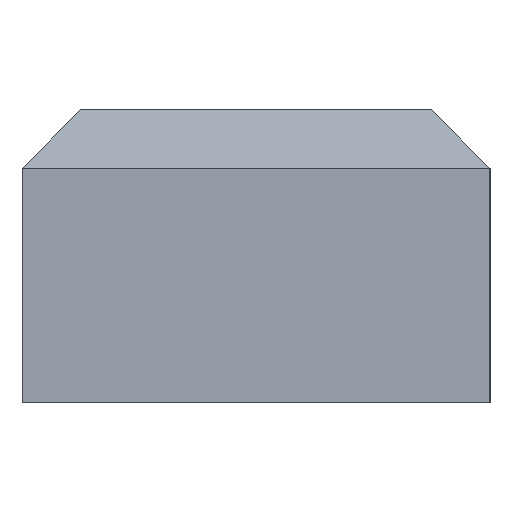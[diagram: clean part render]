
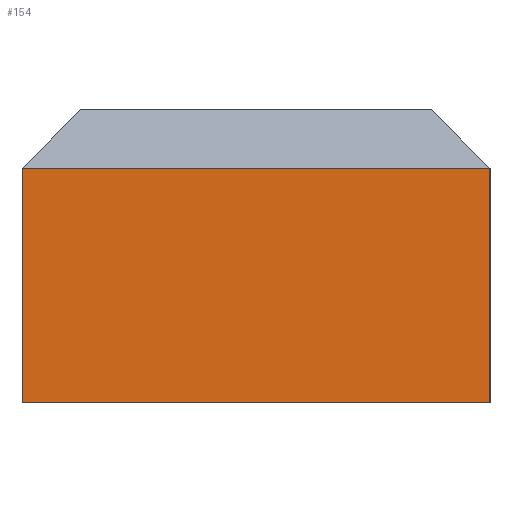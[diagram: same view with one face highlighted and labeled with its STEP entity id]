
A CAD part, left-side view. The second image highlights one B-rep face of the part: STEP entity #154.
In plain terms, the highlighted planar face has unit normal (-1, 0, 0).
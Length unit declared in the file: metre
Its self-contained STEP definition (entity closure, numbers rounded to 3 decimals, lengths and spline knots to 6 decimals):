
#12=ORIENTED_EDGE('',*,*,#52,.F.);
#13=ORIENTED_EDGE('',*,*,#53,.T.);
#14=ORIENTED_EDGE('',*,*,#54,.T.);
#15=ORIENTED_EDGE('',*,*,#55,.F.);
#52=EDGE_CURVE('',#72,#73,#84,.T.);
#53=EDGE_CURVE('',#72,#74,#85,.T.);
#54=EDGE_CURVE('',#74,#75,#86,.T.);
#55=EDGE_CURVE('',#73,#75,#87,.T.);
#72=VERTEX_POINT('',#232);
#73=VERTEX_POINT('',#233);
#74=VERTEX_POINT('',#235);
#75=VERTEX_POINT('',#237);
#84=LINE('',#231,#104);
#85=LINE('',#234,#105);
#86=LINE('',#236,#106);
#87=LINE('',#238,#107);
#104=VECTOR('',#191,1.);
#105=VECTOR('',#192,1.);
#106=VECTOR('',#193,1.);
#107=VECTOR('',#194,1.);
#124=EDGE_LOOP('',(#12,#13,#14,#15));
#134=FACE_BOUND('',#124,.T.);
#144=PLANE('',#177);
#154=ADVANCED_FACE('',(#134),#144,.T.);
#177=AXIS2_PLACEMENT_3D('',#230,#189,#190);
#189=DIRECTION('',(-1.,0.,0.));
#190=DIRECTION('',(0.,0.,1.));
#191=DIRECTION('',(0.,0.,-1.));
#192=DIRECTION('',(0.,1.,0.));
#193=DIRECTION('',(0.,0.,-1.));
#194=DIRECTION('',(0.,1.,0.));
#230=CARTESIAN_POINT('',(-0.028405,0.03219,0.015));
#231=CARTESIAN_POINT('',(-0.028405,0.02819,0.015));
#232=CARTESIAN_POINT('',(-0.028405,0.02819,0.014));
#233=CARTESIAN_POINT('',(-0.028405,0.02819,0.01));
#234=CARTESIAN_POINT('',(-0.028405,0.03219,0.014));
#235=CARTESIAN_POINT('',(-0.028405,0.03619,0.014));
#236=CARTESIAN_POINT('',(-0.028405,0.03619,0.015));
#237=CARTESIAN_POINT('',(-0.028405,0.03619,0.01));
#238=CARTESIAN_POINT('',(-0.028405,0.03219,0.01));
